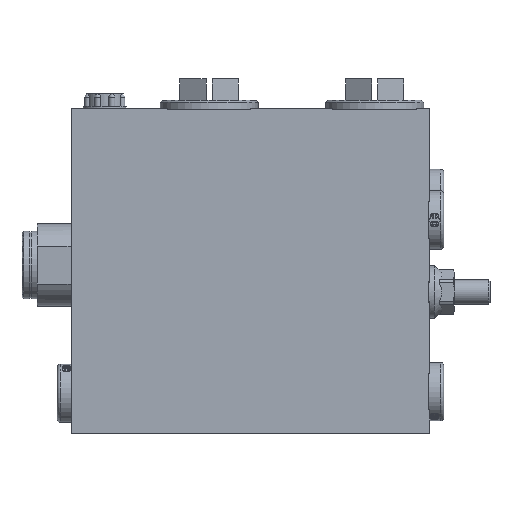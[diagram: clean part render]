
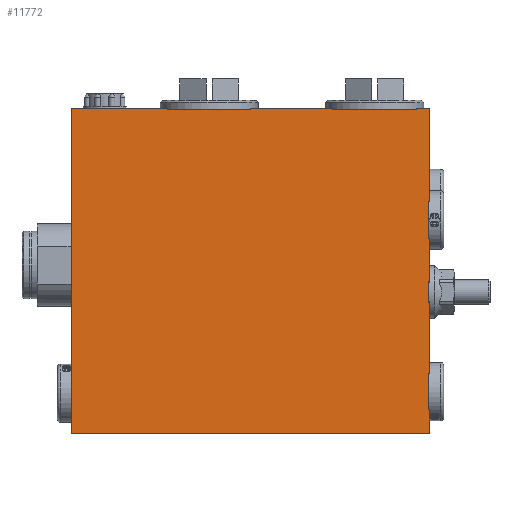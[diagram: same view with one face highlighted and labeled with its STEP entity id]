
A CAD part, front view. The second image highlights one B-rep face of the part: STEP entity #11772.
In plain terms, the highlighted planar face has unit normal (0, -1, 0).
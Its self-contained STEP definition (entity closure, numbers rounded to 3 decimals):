
#1411=ORIENTED_EDGE('',*,*,#4700,.F.);
#1412=ORIENTED_EDGE('',*,*,#4562,.T.);
#1413=ORIENTED_EDGE('',*,*,#4701,.F.);
#1414=ORIENTED_EDGE('',*,*,#4702,.F.);
#1415=ORIENTED_EDGE('',*,*,#4703,.F.);
#1416=ORIENTED_EDGE('',*,*,#4558,.T.);
#1417=ORIENTED_EDGE('',*,*,#4609,.T.);
#1418=ORIENTED_EDGE('',*,*,#4682,.T.);
#1419=ORIENTED_EDGE('',*,*,#4624,.T.);
#1420=ORIENTED_EDGE('',*,*,#4704,.F.);
#1421=ORIENTED_EDGE('',*,*,#4705,.F.);
#1422=ORIENTED_EDGE('',*,*,#4706,.F.);
#1423=ORIENTED_EDGE('',*,*,#4622,.T.);
#1424=ORIENTED_EDGE('',*,*,#4707,.F.);
#1425=ORIENTED_EDGE('',*,*,#4708,.F.);
#1426=ORIENTED_EDGE('',*,*,#4709,.F.);
#1427=ORIENTED_EDGE('',*,*,#4620,.T.);
#1428=ORIENTED_EDGE('',*,*,#4710,.F.);
#1429=ORIENTED_EDGE('',*,*,#4711,.F.);
#1430=ORIENTED_EDGE('',*,*,#4712,.F.);
#1431=ORIENTED_EDGE('',*,*,#4618,.T.);
#1432=ORIENTED_EDGE('',*,*,#4685,.T.);
#1433=ORIENTED_EDGE('',*,*,#4713,.F.);
#1434=ORIENTED_EDGE('',*,*,#4714,.F.);
#4558=EDGE_CURVE('',#6208,#6207,#7379,.T.);
#4562=EDGE_CURVE('',#6203,#6211,#7380,.T.);
#4609=EDGE_CURVE('',#6207,#6258,#7383,.T.);
#4618=EDGE_CURVE('',#6267,#6266,#7388,.T.);
#4620=EDGE_CURVE('',#6269,#6268,#7389,.T.);
#4622=EDGE_CURVE('',#6271,#6270,#7390,.T.);
#4624=EDGE_CURVE('',#6273,#6272,#7391,.T.);
#4682=EDGE_CURVE('',#6258,#6273,#7397,.T.);
#4685=EDGE_CURVE('',#6266,#6329,#7399,.T.);
#4700=EDGE_CURVE('',#6203,#6343,#7403,.T.);
#4701=EDGE_CURVE('',#6344,#6211,#7404,.F.);
#4702=EDGE_CURVE('',#6345,#6344,#7405,.T.);
#4703=EDGE_CURVE('',#6208,#6345,#7406,.T.);
#4704=EDGE_CURVE('',#6346,#6272,#7407,.F.);
#4705=EDGE_CURVE('',#6347,#6346,#7408,.T.);
#4706=EDGE_CURVE('',#6271,#6347,#7409,.T.);
#4707=EDGE_CURVE('',#6348,#6270,#7410,.F.);
#4708=EDGE_CURVE('',#6349,#6348,#7411,.T.);
#4709=EDGE_CURVE('',#6269,#6349,#7412,.T.);
#4710=EDGE_CURVE('',#6350,#6268,#7413,.F.);
#4711=EDGE_CURVE('',#6351,#6350,#7414,.T.);
#4712=EDGE_CURVE('',#6267,#6351,#7415,.T.);
#4713=EDGE_CURVE('',#6352,#6329,#7416,.F.);
#4714=EDGE_CURVE('',#6343,#6352,#7417,.T.);
#6203=VERTEX_POINT('',#21200);
#6207=VERTEX_POINT('',#21207);
#6208=VERTEX_POINT('',#21209);
#6211=VERTEX_POINT('',#21215);
#6258=VERTEX_POINT('',#21375);
#6266=VERTEX_POINT('',#21407);
#6267=VERTEX_POINT('',#21409);
#6268=VERTEX_POINT('',#21411);
#6269=VERTEX_POINT('',#21413);
#6270=VERTEX_POINT('',#21415);
#6271=VERTEX_POINT('',#21417);
#6272=VERTEX_POINT('',#21419);
#6273=VERTEX_POINT('',#21421);
#6329=VERTEX_POINT('',#21693);
#6343=VERTEX_POINT('',#21725);
#6344=VERTEX_POINT('',#21727);
#6345=VERTEX_POINT('',#21729);
#6346=VERTEX_POINT('',#21732);
#6347=VERTEX_POINT('',#21734);
#6348=VERTEX_POINT('',#21737);
#6349=VERTEX_POINT('',#21739);
#6350=VERTEX_POINT('',#21742);
#6351=VERTEX_POINT('',#21744);
#6352=VERTEX_POINT('',#21747);
#7379=LINE('',#21208,#8252);
#7380=LINE('',#21216,#8253);
#7383=LINE('',#21374,#8256);
#7388=LINE('',#21408,#8261);
#7389=LINE('',#21412,#8262);
#7390=LINE('',#21416,#8263);
#7391=LINE('',#21420,#8264);
#7397=LINE('',#21689,#8270);
#7399=LINE('',#21694,#8272);
#7403=LINE('',#21724,#8276);
#7404=LINE('',#21726,#8277);
#7405=LINE('',#21728,#8278);
#7406=LINE('',#21730,#8279);
#7407=LINE('',#21731,#8280);
#7408=LINE('',#21733,#8281);
#7409=LINE('',#21735,#8282);
#7410=LINE('',#21736,#8283);
#7411=LINE('',#21738,#8284);
#7412=LINE('',#21740,#8285);
#7413=LINE('',#21741,#8286);
#7414=LINE('',#21743,#8287);
#7415=LINE('',#21745,#8288);
#7416=LINE('',#21746,#8289);
#7417=LINE('',#21748,#8290);
#8252=VECTOR('',#17819,1000.);
#8253=VECTOR('',#17826,1000.);
#8256=VECTOR('',#17839,1000.);
#8261=VECTOR('',#17852,1000.);
#8262=VECTOR('',#17855,1000.);
#8263=VECTOR('',#17858,1000.);
#8264=VECTOR('',#17861,1000.);
#8270=VECTOR('',#17881,1000.);
#8272=VECTOR('',#17887,1000.);
#8276=VECTOR('',#17917,1000.);
#8277=VECTOR('',#17918,1000.);
#8278=VECTOR('',#17919,1000.);
#8279=VECTOR('',#17920,1000.);
#8280=VECTOR('',#17921,1000.);
#8281=VECTOR('',#17922,1000.);
#8282=VECTOR('',#17923,1000.);
#8283=VECTOR('',#17924,1000.);
#8284=VECTOR('',#17925,1000.);
#8285=VECTOR('',#17926,1000.);
#8286=VECTOR('',#17927,1000.);
#8287=VECTOR('',#17928,1000.);
#8288=VECTOR('',#17929,1000.);
#8289=VECTOR('',#17930,1000.);
#8290=VECTOR('',#17931,1000.);
#9162=EDGE_LOOP('',(#1411,#1412,#1413,#1414,#1415,#1416,#1417,#1418,#1419,
#1420,#1421,#1422,#1423,#1424,#1425,#1426,#1427,#1428,#1429,#1430,#1431,
#1432,#1433,#1434));
#10238=FACE_BOUND('',#9162,.T.);
#11281=PLANE('',#16584);
#11772=ADVANCED_FACE('',(#10238),#11281,.T.);
#16584=AXIS2_PLACEMENT_3D('',#21723,#17915,#17916);
#17819=DIRECTION('',(-1.,0.,0.));
#17826=DIRECTION('',(-1.,0.,0.));
#17839=DIRECTION('',(0.,0.,-1.));
#17852=DIRECTION('',(0.,0.,1.));
#17855=DIRECTION('',(0.,0.,1.));
#17858=DIRECTION('',(0.,0.,1.));
#17861=DIRECTION('',(0.,0.,1.));
#17881=DIRECTION('',(1.,0.,0.));
#17887=DIRECTION('',(-1.,0.,0.));
#17915=DIRECTION('',(0.,-1.,0.));
#17916=DIRECTION('',(0.,0.,-1.));
#17917=DIRECTION('',(0.,0.,-1.));
#17918=DIRECTION('',(0.,0.,-1.));
#17919=DIRECTION('',(1.,0.,0.));
#17920=DIRECTION('',(0.,0.,-1.));
#17921=DIRECTION('',(-1.,0.,0.));
#17922=DIRECTION('',(0.,0.,-1.));
#17923=DIRECTION('',(-1.,0.,0.));
#17924=DIRECTION('',(-1.,0.,0.));
#17925=DIRECTION('',(0.,0.,-1.));
#17926=DIRECTION('',(-1.,0.,0.));
#17927=DIRECTION('',(-1.,0.,0.));
#17928=DIRECTION('',(0.,0.,-1.));
#17929=DIRECTION('',(-1.,0.,0.));
#17930=DIRECTION('',(0.,0.,-1.));
#17931=DIRECTION('',(1.,0.,0.));
#21200=CARTESIAN_POINT('',(85.399,0.,106.));
#21207=CARTESIAN_POINT('',(0.,0.,106.));
#21208=CARTESIAN_POINT('',(117.,0.,106.));
#21209=CARTESIAN_POINT('',(31.399,0.,106.));
#21215=CARTESIAN_POINT('',(58.601,0.,106.));
#21216=CARTESIAN_POINT('',(117.,0.,106.));
#21374=CARTESIAN_POINT('',(0.,0.,106.));
#21375=CARTESIAN_POINT('',(0.,0.,0.));
#21407=CARTESIAN_POINT('',(117.,0.,106.));
#21408=CARTESIAN_POINT('',(117.,0.,0.));
#21409=CARTESIAN_POINT('',(117.,0.,75.437));
#21411=CARTESIAN_POINT('',(117.,0.,63.563));
#21412=CARTESIAN_POINT('',(117.,0.,0.));
#21413=CARTESIAN_POINT('',(117.,0.,48.958));
#21415=CARTESIAN_POINT('',(117.,0.,43.042));
#21416=CARTESIAN_POINT('',(117.,0.,0.));
#21417=CARTESIAN_POINT('',(117.,0.,19.437));
#21419=CARTESIAN_POINT('',(117.,0.,7.563));
#21420=CARTESIAN_POINT('',(117.,0.,0.));
#21421=CARTESIAN_POINT('',(117.,0.,0.));
#21689=CARTESIAN_POINT('',(0.,0.,0.));
#21693=CARTESIAN_POINT('',(112.601,0.,106.));
#21694=CARTESIAN_POINT('',(117.,0.,106.));
#21723=CARTESIAN_POINT('',(0.,0.,0.));
#21724=CARTESIAN_POINT('',(85.399,0.,106.));
#21725=CARTESIAN_POINT('',(85.399,0.,105.5));
#21726=CARTESIAN_POINT('',(58.601,0.,106.));
#21727=CARTESIAN_POINT('',(58.601,0.,105.5));
#21728=CARTESIAN_POINT('',(0.,0.,105.5));
#21729=CARTESIAN_POINT('',(31.399,0.,105.5));
#21730=CARTESIAN_POINT('',(31.399,0.,106.));
#21731=CARTESIAN_POINT('',(117.,0.,7.563));
#21732=CARTESIAN_POINT('',(116.5,0.,7.563));
#21733=CARTESIAN_POINT('',(116.5,0.,0.));
#21734=CARTESIAN_POINT('',(116.5,0.,19.437));
#21735=CARTESIAN_POINT('',(117.,0.,19.437));
#21736=CARTESIAN_POINT('',(117.,0.,43.042));
#21737=CARTESIAN_POINT('',(116.5,0.,43.042));
#21738=CARTESIAN_POINT('',(116.5,0.,0.));
#21739=CARTESIAN_POINT('',(116.5,0.,48.958));
#21740=CARTESIAN_POINT('',(117.,0.,48.958));
#21741=CARTESIAN_POINT('',(117.,0.,63.563));
#21742=CARTESIAN_POINT('',(116.5,0.,63.563));
#21743=CARTESIAN_POINT('',(116.5,0.,0.));
#21744=CARTESIAN_POINT('',(116.5,0.,75.437));
#21745=CARTESIAN_POINT('',(117.,0.,75.437));
#21746=CARTESIAN_POINT('',(112.601,0.,106.));
#21747=CARTESIAN_POINT('',(112.601,0.,105.5));
#21748=CARTESIAN_POINT('',(0.,0.,105.5));
